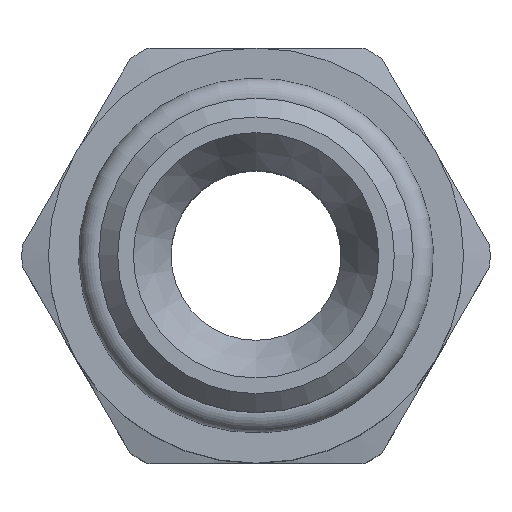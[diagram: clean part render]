
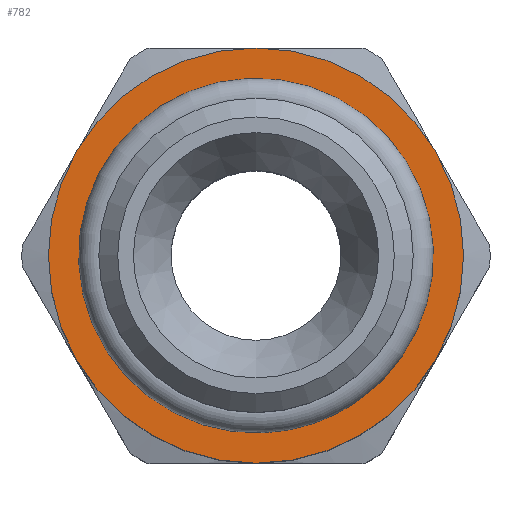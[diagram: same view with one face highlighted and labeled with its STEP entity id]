
A CAD part, top view. The second image highlights one B-rep face of the part: STEP entity #782.
In plain terms, the highlighted planar face has unit normal (0, 0, 1).
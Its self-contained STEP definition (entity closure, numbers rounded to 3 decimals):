
#125=FACE_BOUND('',#199,.T.);
#132=PLANE('',#863);
#147=FACE_OUTER_BOUND('',#198,.T.);
#198=EDGE_LOOP('',(#507));
#199=EDGE_LOOP('',(#508));
#261=CIRCLE('',#864,11.);
#262=CIRCLE('',#865,8.4);
#316=VERTEX_POINT('',#1224);
#321=VERTEX_POINT('',#1238);
#391=EDGE_CURVE('',#321,#321,#261,.T.);
#392=EDGE_CURVE('',#316,#316,#262,.T.);
#507=ORIENTED_EDGE('',*,*,#391,.F.);
#508=ORIENTED_EDGE('',*,*,#392,.F.);
#782=ADVANCED_FACE('',(#147,#125),#132,.F.);
#863=AXIS2_PLACEMENT_3D('',#1237,#987,#988);
#864=AXIS2_PLACEMENT_3D('',#1239,#989,#990);
#865=AXIS2_PLACEMENT_3D('',#1240,#991,#992);
#987=DIRECTION('center_axis',(0.,0.,-1.));
#988=DIRECTION('ref_axis',(-1.,0.,0.));
#989=DIRECTION('center_axis',(0.,0.,-1.));
#990=DIRECTION('ref_axis',(1.,0.,0.));
#991=DIRECTION('center_axis',(0.,0.,1.));
#992=DIRECTION('ref_axis',(-1.,0.,0.));
#1224=CARTESIAN_POINT('',(3.23,6.961,7.));
#1237=CARTESIAN_POINT('Origin',(-5.162,14.017,7.));
#1238=CARTESIAN_POINT('',(5.838,6.592,7.));
#1239=CARTESIAN_POINT('Origin',(-5.162,6.592,7.));
#1240=CARTESIAN_POINT('Origin',(-5.162,6.592,7.));
